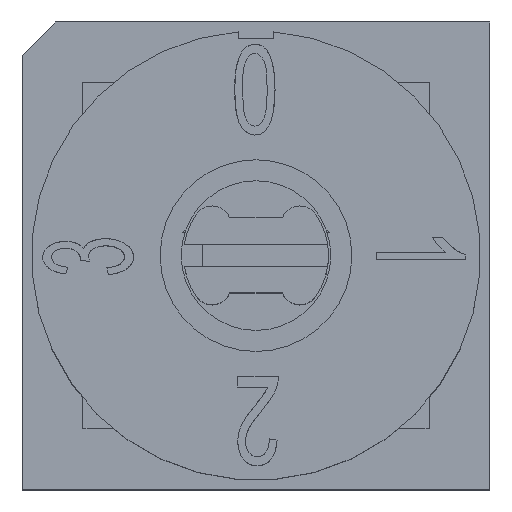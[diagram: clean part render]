
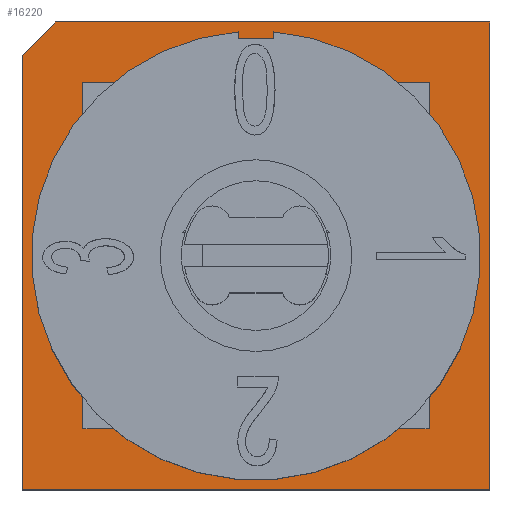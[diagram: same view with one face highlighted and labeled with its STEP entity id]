
A CAD part, top view. The second image highlights one B-rep face of the part: STEP entity #16220.
In plain terms, the highlighted planar face has unit normal (0, 0, 1).
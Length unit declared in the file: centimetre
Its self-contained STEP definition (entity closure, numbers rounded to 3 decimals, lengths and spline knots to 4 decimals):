
#712=FACE_BOUND('',#2610,.T.);
#1701=FACE_OUTER_BOUND('',#2609,.T.);
#2609=EDGE_LOOP('',(#14783,#14784,#14785,#14786,#14787));
#2610=EDGE_LOOP('',(#14788,#14789,#14790,#14791));
#2832=CIRCLE('',#17163,0.48);
#4501=LINE('',#28385,#6185);
#4503=LINE('',#28389,#6187);
#4504=LINE('',#28391,#6188);
#4505=LINE('',#28393,#6189);
#4506=LINE('',#28394,#6190);
#4507=LINE('',#28397,#6191);
#4508=LINE('',#28401,#6192);
#4509=LINE('',#28402,#6193);
#6185=VECTOR('',#20667,1.);
#6187=VECTOR('',#20671,1.);
#6188=VECTOR('',#20672,1.);
#6189=VECTOR('',#20673,1.);
#6190=VECTOR('',#20674,1.);
#6191=VECTOR('',#20675,1.);
#6192=VECTOR('',#20678,1.);
#6193=VECTOR('',#20679,1.);
#7742=VERTEX_POINT('',#28382);
#7743=VERTEX_POINT('',#28384);
#7744=VERTEX_POINT('',#28388);
#7745=VERTEX_POINT('',#28390);
#7746=VERTEX_POINT('',#28392);
#7747=VERTEX_POINT('',#28395);
#7748=VERTEX_POINT('',#28396);
#7749=VERTEX_POINT('',#28398);
#7750=VERTEX_POINT('',#28400);
#10093=EDGE_CURVE('',#7743,#7742,#4501,.T.);
#10095=EDGE_CURVE('',#7744,#7742,#4503,.T.);
#10096=EDGE_CURVE('',#7745,#7744,#4504,.T.);
#10097=EDGE_CURVE('',#7746,#7745,#4505,.T.);
#10098=EDGE_CURVE('',#7743,#7746,#4506,.T.);
#10099=EDGE_CURVE('',#7747,#7748,#4507,.T.);
#10100=EDGE_CURVE('',#7748,#7749,#2832,.T.);
#10101=EDGE_CURVE('',#7749,#7750,#4508,.T.);
#10102=EDGE_CURVE('',#7750,#7747,#4509,.T.);
#14783=ORIENTED_EDGE('',*,*,#10093,.T.);
#14784=ORIENTED_EDGE('',*,*,#10095,.F.);
#14785=ORIENTED_EDGE('',*,*,#10096,.F.);
#14786=ORIENTED_EDGE('',*,*,#10097,.F.);
#14787=ORIENTED_EDGE('',*,*,#10098,.F.);
#14788=ORIENTED_EDGE('',*,*,#10099,.T.);
#14789=ORIENTED_EDGE('',*,*,#10100,.T.);
#14790=ORIENTED_EDGE('',*,*,#10101,.T.);
#14791=ORIENTED_EDGE('',*,*,#10102,.T.);
#15360=PLANE('',#17162);
#16220=ADVANCED_FACE('',(#1701,#712),#15360,.T.);
#17162=AXIS2_PLACEMENT_3D('',#28387,#20669,#20670);
#17163=AXIS2_PLACEMENT_3D('',#28399,#20676,#20677);
#20667=DIRECTION('',(-0.707,-0.707,0.));
#20669=DIRECTION('center_axis',(0.,0.,
1.));
#20670=DIRECTION('ref_axis',(1.,0.,0.));
#20671=DIRECTION('',(0.,1.,0.));
#20672=DIRECTION('',(-1.,0.,0.));
#20673=DIRECTION('',(0.,-1.,0.));
#20674=DIRECTION('',(1.,0.,0.));
#20675=DIRECTION('',(0.,1.,0.));
#20676=DIRECTION('center_axis',(0.,0.,
-1.));
#20677=DIRECTION('ref_axis',(0.079,-0.997,0.));
#20678=DIRECTION('',(0.,-1.,0.));
#20679=DIRECTION('',(1.,0.,0.));
#28382=CARTESIAN_POINT('',(-0.5,0.4293,0.1525));
#28384=CARTESIAN_POINT('',(-0.4293,0.5,0.1525));
#28385=CARTESIAN_POINT('',(-0.4823,0.447,0.1525));
#28387=CARTESIAN_POINT('Origin',(0.,0.,
0.1525));
#28388=CARTESIAN_POINT('',(-0.5,-0.5,0.1525));
#28389=CARTESIAN_POINT('',(-0.5,0.5,0.1525));
#28390=CARTESIAN_POINT('',(0.5,-0.5,0.1525));
#28391=CARTESIAN_POINT('',(-0.5,-0.5,0.1525));
#28392=CARTESIAN_POINT('',(0.5,0.5,0.1525));
#28393=CARTESIAN_POINT('',(0.5,-0.5,0.1525));
#28394=CARTESIAN_POINT('',(0.5,0.5,0.1525));
#28395=CARTESIAN_POINT('',(0.038,0.4644,0.1525));
#28396=CARTESIAN_POINT('',(0.038,0.4785,0.1525));
#28397=CARTESIAN_POINT('',(0.038,0.2322,0.1525));
#28398=CARTESIAN_POINT('',(-0.038,0.4785,0.1525));
#28399=CARTESIAN_POINT('Origin',(0.,0.,
0.1525));
#28400=CARTESIAN_POINT('',(-0.038,0.4644,0.1525));
#28401=CARTESIAN_POINT('',(-0.038,0.2392,0.1525));
#28402=CARTESIAN_POINT('',(-0.019,0.4644,0.1525));
